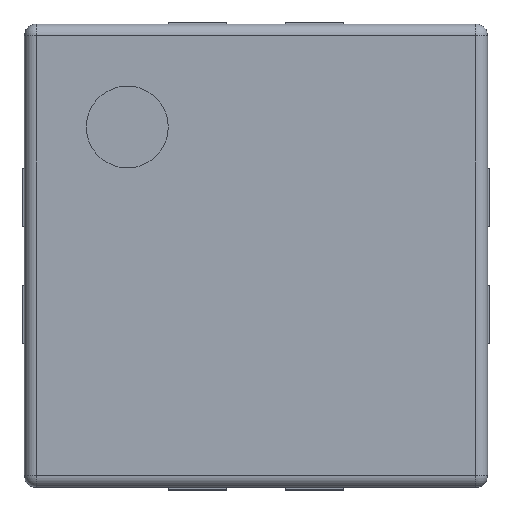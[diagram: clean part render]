
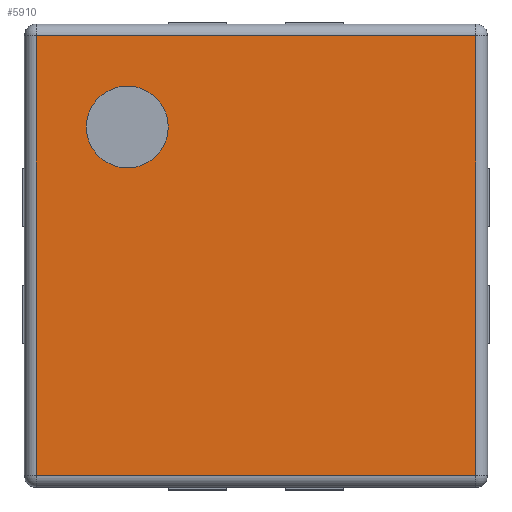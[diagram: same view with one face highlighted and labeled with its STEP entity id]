
A CAD part, top view. The second image highlights one B-rep face of the part: STEP entity #5910.
In plain terms, the highlighted planar face has unit normal (0, 0, 1).
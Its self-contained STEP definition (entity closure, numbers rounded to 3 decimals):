
#1862 = CYLINDRICAL_SURFACE('',#1863,0.05);
#1863 = AXIS2_PLACEMENT_3D('',#1864,#1865,#1866);
#1864 = CARTESIAN_POINT('',(0.94,-0.94,0.83));
#1865 = DIRECTION('',(0.,1.,0.));
#1866 = DIRECTION('',(0.,0.,1.));
#4938 = VERTEX_POINT('',#4939);
#4939 = CARTESIAN_POINT('',(0.94,-0.94,0.88));
#4961 = VERTEX_POINT('',#4962);
#4962 = CARTESIAN_POINT('',(0.94,0.94,0.88));
#4987 = EDGE_CURVE('',#4938,#4961,#4988,.T.);
#4988 = SURFACE_CURVE('',#4989,(#4993,#5000),.PCURVE_S1.);
#4989 = LINE('',#4990,#4991);
#4990 = CARTESIAN_POINT('',(0.94,-0.94,0.88));
#4991 = VECTOR('',#4992,1.);
#4992 = DIRECTION('',(0.,1.,0.));
#4993 = PCURVE('',#1862,#4994);
#4994 = DEFINITIONAL_REPRESENTATION('',(#4995),#4999);
#4995 = LINE('',#4996,#4997);
#4996 = CARTESIAN_POINT('',(0.,0.));
#4997 = VECTOR('',#4998,1.);
#4998 = DIRECTION('',(0.,1.));
#4999 = ( GEOMETRIC_REPRESENTATION_CONTEXT(2) 
PARAMETRIC_REPRESENTATION_CONTEXT() REPRESENTATION_CONTEXT('2D SPACE',''
  ) );
#5000 = PCURVE('',#5001,#5006);
#5001 = PLANE('',#5002);
#5002 = AXIS2_PLACEMENT_3D('',#5003,#5004,#5005);
#5003 = CARTESIAN_POINT('',(-0.99,-0.99,0.88));
#5004 = DIRECTION('',(0.,0.,1.));
#5005 = DIRECTION('',(1.,0.,0.));
#5006 = DEFINITIONAL_REPRESENTATION('',(#5007),#5011);
#5007 = LINE('',#5008,#5009);
#5008 = CARTESIAN_POINT('',(1.93,0.05));
#5009 = VECTOR('',#5010,1.);
#5010 = DIRECTION('',(0.,1.));
#5011 = ( GEOMETRIC_REPRESENTATION_CONTEXT(2) 
PARAMETRIC_REPRESENTATION_CONTEXT() REPRESENTATION_CONTEXT('2D SPACE',''
  ) );
#5208 = CYLINDRICAL_SURFACE('',#5209,0.05);
#5209 = AXIS2_PLACEMENT_3D('',#5210,#5211,#5212);
#5210 = CARTESIAN_POINT('',(-0.94,-0.94,0.83));
#5211 = DIRECTION('',(0.,1.,0.));
#5212 = DIRECTION('',(-1.,0.,0.));
#5347 = CYLINDRICAL_SURFACE('',#5348,0.05);
#5348 = AXIS2_PLACEMENT_3D('',#5349,#5350,#5351);
#5349 = CARTESIAN_POINT('',(-0.99,-0.94,0.83));
#5350 = DIRECTION('',(1.,0.,0.));
#5351 = DIRECTION('',(0.,-1.,0.));
#5655 = CYLINDRICAL_SURFACE('',#5656,0.05);
#5656 = AXIS2_PLACEMENT_3D('',#5657,#5658,#5659);
#5657 = CARTESIAN_POINT('',(-0.99,0.94,0.83));
#5658 = DIRECTION('',(1.,0.,0.));
#5659 = DIRECTION('',(0.,1.,0.));
#5910 = ADVANCED_FACE('',(#5911,#5981),#5001,.T.);
#5911 = FACE_BOUND('',#5912,.T.);
#5912 = EDGE_LOOP('',(#5913,#5936,#5937,#5960));
#5913 = ORIENTED_EDGE('',*,*,#5914,.T.);
#5914 = EDGE_CURVE('',#5915,#4938,#5917,.T.);
#5915 = VERTEX_POINT('',#5916);
#5916 = CARTESIAN_POINT('',(-0.94,-0.94,0.88));
#5917 = SURFACE_CURVE('',#5918,(#5922,#5929),.PCURVE_S1.);
#5918 = LINE('',#5919,#5920);
#5919 = CARTESIAN_POINT('',(-0.99,-0.94,0.88));
#5920 = VECTOR('',#5921,1.);
#5921 = DIRECTION('',(1.,0.,0.));
#5922 = PCURVE('',#5001,#5923);
#5923 = DEFINITIONAL_REPRESENTATION('',(#5924),#5928);
#5924 = LINE('',#5925,#5926);
#5925 = CARTESIAN_POINT('',(0.,0.05));
#5926 = VECTOR('',#5927,1.);
#5927 = DIRECTION('',(1.,0.));
#5928 = ( GEOMETRIC_REPRESENTATION_CONTEXT(2) 
PARAMETRIC_REPRESENTATION_CONTEXT() REPRESENTATION_CONTEXT('2D SPACE',''
  ) );
#5929 = PCURVE('',#5347,#5930);
#5930 = DEFINITIONAL_REPRESENTATION('',(#5931),#5935);
#5931 = LINE('',#5932,#5933);
#5932 = CARTESIAN_POINT('',(-1.571,0.));
#5933 = VECTOR('',#5934,1.);
#5934 = DIRECTION('',(-0.,1.));
#5935 = ( GEOMETRIC_REPRESENTATION_CONTEXT(2) 
PARAMETRIC_REPRESENTATION_CONTEXT() REPRESENTATION_CONTEXT('2D SPACE',''
  ) );
#5936 = ORIENTED_EDGE('',*,*,#4987,.T.);
#5937 = ORIENTED_EDGE('',*,*,#5938,.F.);
#5938 = EDGE_CURVE('',#5939,#4961,#5941,.T.);
#5939 = VERTEX_POINT('',#5940);
#5940 = CARTESIAN_POINT('',(-0.94,0.94,0.88));
#5941 = SURFACE_CURVE('',#5942,(#5946,#5953),.PCURVE_S1.);
#5942 = LINE('',#5943,#5944);
#5943 = CARTESIAN_POINT('',(-0.99,0.94,0.88));
#5944 = VECTOR('',#5945,1.);
#5945 = DIRECTION('',(1.,0.,0.));
#5946 = PCURVE('',#5001,#5947);
#5947 = DEFINITIONAL_REPRESENTATION('',(#5948),#5952);
#5948 = LINE('',#5949,#5950);
#5949 = CARTESIAN_POINT('',(0.,1.93));
#5950 = VECTOR('',#5951,1.);
#5951 = DIRECTION('',(1.,0.));
#5952 = ( GEOMETRIC_REPRESENTATION_CONTEXT(2) 
PARAMETRIC_REPRESENTATION_CONTEXT() REPRESENTATION_CONTEXT('2D SPACE',''
  ) );
#5953 = PCURVE('',#5655,#5954);
#5954 = DEFINITIONAL_REPRESENTATION('',(#5955),#5959);
#5955 = LINE('',#5956,#5957);
#5956 = CARTESIAN_POINT('',(1.571,0.));
#5957 = VECTOR('',#5958,1.);
#5958 = DIRECTION('',(0.,1.));
#5959 = ( GEOMETRIC_REPRESENTATION_CONTEXT(2) 
PARAMETRIC_REPRESENTATION_CONTEXT() REPRESENTATION_CONTEXT('2D SPACE',''
  ) );
#5960 = ORIENTED_EDGE('',*,*,#5961,.F.);
#5961 = EDGE_CURVE('',#5915,#5939,#5962,.T.);
#5962 = SURFACE_CURVE('',#5963,(#5967,#5974),.PCURVE_S1.);
#5963 = LINE('',#5964,#5965);
#5964 = CARTESIAN_POINT('',(-0.94,-0.94,0.88));
#5965 = VECTOR('',#5966,1.);
#5966 = DIRECTION('',(0.,1.,0.));
#5967 = PCURVE('',#5001,#5968);
#5968 = DEFINITIONAL_REPRESENTATION('',(#5969),#5973);
#5969 = LINE('',#5970,#5971);
#5970 = CARTESIAN_POINT('',(0.05,0.05));
#5971 = VECTOR('',#5972,1.);
#5972 = DIRECTION('',(0.,1.));
#5973 = ( GEOMETRIC_REPRESENTATION_CONTEXT(2) 
PARAMETRIC_REPRESENTATION_CONTEXT() REPRESENTATION_CONTEXT('2D SPACE',''
  ) );
#5974 = PCURVE('',#5208,#5975);
#5975 = DEFINITIONAL_REPRESENTATION('',(#5976),#5980);
#5976 = LINE('',#5977,#5978);
#5977 = CARTESIAN_POINT('',(1.571,0.));
#5978 = VECTOR('',#5979,1.);
#5979 = DIRECTION('',(0.,1.));
#5980 = ( GEOMETRIC_REPRESENTATION_CONTEXT(2) 
PARAMETRIC_REPRESENTATION_CONTEXT() REPRESENTATION_CONTEXT('2D SPACE',''
  ) );
#5981 = FACE_BOUND('',#5982,.T.);
#5982 = EDGE_LOOP('',(#5983));
#5983 = ORIENTED_EDGE('',*,*,#5984,.F.);
#5984 = EDGE_CURVE('',#5985,#5985,#5987,.T.);
#5985 = VERTEX_POINT('',#5986);
#5986 = CARTESIAN_POINT('',(-0.375,-0.55,0.88));
#5987 = SURFACE_CURVE('',#5988,(#5993,#6000),.PCURVE_S1.);
#5988 = CIRCLE('',#5989,0.175);
#5989 = AXIS2_PLACEMENT_3D('',#5990,#5991,#5992);
#5990 = CARTESIAN_POINT('',(-0.55,-0.55,0.88));
#5991 = DIRECTION('',(0.,0.,1.));
#5992 = DIRECTION('',(1.,0.,0.));
#5993 = PCURVE('',#5001,#5994);
#5994 = DEFINITIONAL_REPRESENTATION('',(#5995),#5999);
#5995 = CIRCLE('',#5996,0.175);
#5996 = AXIS2_PLACEMENT_2D('',#5997,#5998);
#5997 = CARTESIAN_POINT('',(0.44,0.44));
#5998 = DIRECTION('',(1.,0.));
#5999 = ( GEOMETRIC_REPRESENTATION_CONTEXT(2) 
PARAMETRIC_REPRESENTATION_CONTEXT() REPRESENTATION_CONTEXT('2D SPACE',''
  ) );
#6000 = PCURVE('',#6001,#6006);
#6001 = CYLINDRICAL_SURFACE('',#6002,0.175);
#6002 = AXIS2_PLACEMENT_3D('',#6003,#6004,#6005);
#6003 = CARTESIAN_POINT('',(-0.55,-0.55,0.88));
#6004 = DIRECTION('',(-0.,-0.,-1.));
#6005 = DIRECTION('',(1.,0.,0.));
#6006 = DEFINITIONAL_REPRESENTATION('',(#6007),#6011);
#6007 = LINE('',#6008,#6009);
#6008 = CARTESIAN_POINT('',(-0.,0.));
#6009 = VECTOR('',#6010,1.);
#6010 = DIRECTION('',(-1.,0.));
#6011 = ( GEOMETRIC_REPRESENTATION_CONTEXT(2) 
PARAMETRIC_REPRESENTATION_CONTEXT() REPRESENTATION_CONTEXT('2D SPACE',''
  ) );
